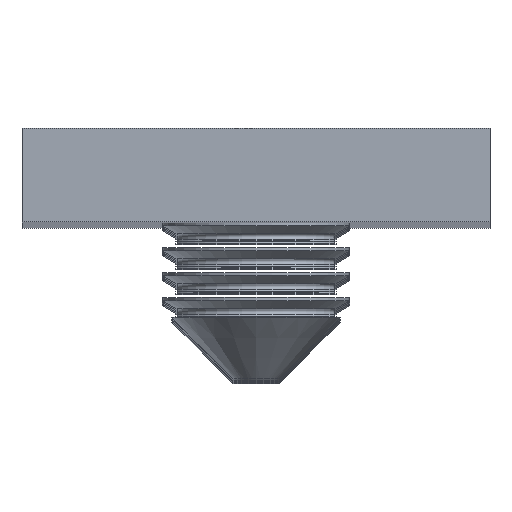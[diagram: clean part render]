
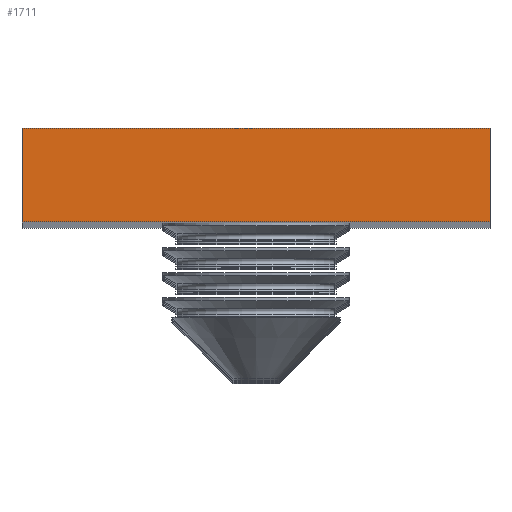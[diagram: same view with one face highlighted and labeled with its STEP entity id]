
A CAD part, top view. The second image highlights one B-rep face of the part: STEP entity #1711.
In plain terms, the highlighted planar face has unit normal (0, 0, 1).
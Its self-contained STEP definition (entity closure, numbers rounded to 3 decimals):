
#145=PLANE('',#1837);
#187=FACE_OUTER_BOUND('',#293,.T.);
#293=EDGE_LOOP('',(#1259,#1260,#1261,#1262));
#393=LINE('',#2685,#521);
#397=LINE('',#2694,#525);
#401=LINE('',#2700,#529);
#402=LINE('',#2702,#530);
#521=VECTOR('',#2089,1000.);
#525=VECTOR('',#2095,1000.);
#529=VECTOR('',#2103,1000.);
#530=VECTOR('',#2106,1000.);
#789=VERTEX_POINT('',#2682);
#790=VERTEX_POINT('',#2684);
#793=VERTEX_POINT('',#2691);
#794=VERTEX_POINT('',#2693);
#969=EDGE_CURVE('',#790,#789,#393,.T.);
#973=EDGE_CURVE('',#794,#793,#397,.T.);
#977=EDGE_CURVE('',#789,#794,#401,.T.);
#978=EDGE_CURVE('',#793,#790,#402,.T.);
#1259=ORIENTED_EDGE('',*,*,#977,.T.);
#1260=ORIENTED_EDGE('',*,*,#973,.T.);
#1261=ORIENTED_EDGE('',*,*,#978,.T.);
#1262=ORIENTED_EDGE('',*,*,#969,.T.);
#1711=ADVANCED_FACE('',(#187),#145,.T.);
#1837=AXIS2_PLACEMENT_3D('',#2701,#2104,#2105);
#2089=DIRECTION('',(-1.,0.,0.));
#2095=DIRECTION('',(1.,0.,0.));
#2103=DIRECTION('',(0.,-1.,0.));
#2104=DIRECTION('center_axis',(0.,0.,1.));
#2105=DIRECTION('ref_axis',(1.,0.,0.));
#2106=DIRECTION('',(0.,1.,0.));
#2682=CARTESIAN_POINT('',(-7.852,1.137,60.));
#2684=CARTESIAN_POINT('',(7.148,1.137,60.));
#2685=CARTESIAN_POINT('',(-7.852,1.137,60.));
#2691=CARTESIAN_POINT('',(7.148,-1.863,60.));
#2693=CARTESIAN_POINT('',(-7.852,-1.863,60.));
#2694=CARTESIAN_POINT('',(-7.852,-1.863,60.));
#2700=CARTESIAN_POINT('',(-7.852,1.137,60.));
#2701=CARTESIAN_POINT('Origin',(-7.852,-1.863,60.));
#2702=CARTESIAN_POINT('',(7.148,1.137,60.));
